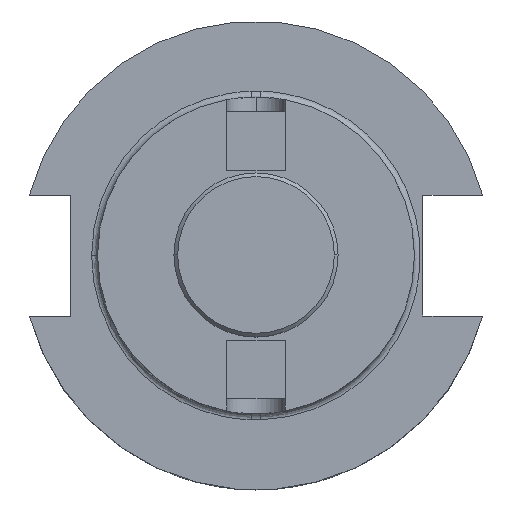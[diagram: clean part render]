
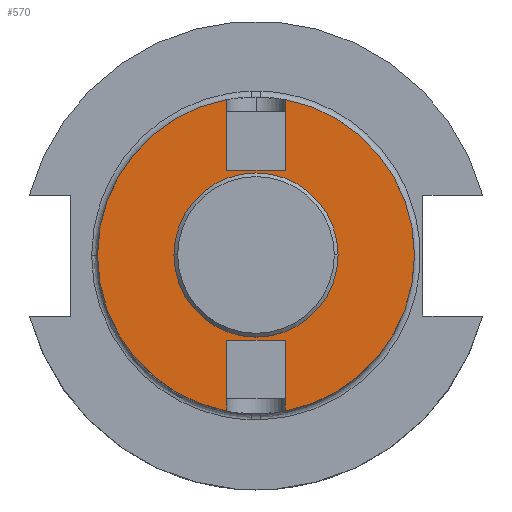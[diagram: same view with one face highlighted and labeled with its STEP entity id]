
A CAD part, top view. The second image highlights one B-rep face of the part: STEP entity #570.
In plain terms, the highlighted planar face has unit normal (0, 0, 1).
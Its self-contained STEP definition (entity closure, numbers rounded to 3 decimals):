
#22 = CARTESIAN_POINT ( 'NONE',  ( -3.969, 0., 34.798 ) ) ;
#34 = VECTOR ( 'NONE', #2529, 1000. ) ;
#90 = CARTESIAN_POINT ( 'NONE',  ( -3.969, 21.093, 34.798 ) ) ;
#123 = CARTESIAN_POINT ( 'NONE',  ( 3.969, -21.093, 34.798 ) ) ;
#125 = EDGE_CURVE ( 'NONE', #408, #1451, #218, .T. ) ;
#218 = CIRCLE ( 'NONE', #1845, 21.463 ) ;
#229 = CARTESIAN_POINT ( 'NONE',  ( 3.969, 11.5, 34.798 ) ) ;
#255 = CARTESIAN_POINT ( 'NONE',  ( 3.969, 21.093, 34.798 ) ) ;
#263 = EDGE_CURVE ( 'NONE', #2644, #271, #413, .T. ) ;
#268 = ORIENTED_EDGE ( 'NONE', *, *, #2045, .F. ) ;
#271 = VERTEX_POINT ( 'NONE', #586 ) ;
#281 = EDGE_CURVE ( 'NONE', #2644, #1777, #472, .T. ) ;
#282 = ORIENTED_EDGE ( 'NONE', *, *, #1424, .F. ) ;
#286 = EDGE_CURVE ( 'NONE', #1756, #1777, #347, .T. ) ;
#347 = LINE ( 'NONE', #1629, #2530 ) ;
#374 = VERTEX_POINT ( 'NONE', #229 ) ;
#408 = VERTEX_POINT ( 'NONE', #255 ) ;
#413 = LINE ( 'NONE', #22, #2031 ) ;
#472 = CIRCLE ( 'NONE', #1738, 21.463 ) ;
#519 = EDGE_CURVE ( 'NONE', #858, #593, #2126, .T. ) ;
#529 = AXIS2_PLACEMENT_3D ( 'NONE', #709, #2208, #931 ) ;
#537 = VERTEX_POINT ( 'NONE', #895 ) ;
#560 = AXIS2_PLACEMENT_3D ( 'NONE', #2354, #2372, #2382 ) ;
#570 = ADVANCED_FACE ( 'NONE', ( #2270, #1767 ), #1718, .F. ) ;
#586 = CARTESIAN_POINT ( 'NONE',  ( -3.969, 11.5, 34.798 ) ) ;
#593 = VERTEX_POINT ( 'NONE', #1599 ) ;
#672 = DIRECTION ( 'NONE',  ( 0., 0., 1. ) ) ;
#709 = CARTESIAN_POINT ( 'NONE',  ( 0., 0., 34.798 ) ) ;
#720 = EDGE_CURVE ( 'NONE', #1451, #2139, #932, .T. ) ;
#746 = ORIENTED_EDGE ( 'NONE', *, *, #125, .F. ) ;
#795 = ORIENTED_EDGE ( 'NONE', *, *, #519, .F. ) ;
#831 = AXIS2_PLACEMENT_3D ( 'NONE', #1293, #1302, #1362 ) ;
#858 = VERTEX_POINT ( 'NONE', #1495 ) ;
#862 = EDGE_LOOP ( 'NONE', ( #795, #268 ) ) ;
#868 = LINE ( 'NONE', #1130, #2013 ) ;
#895 = CARTESIAN_POINT ( 'NONE',  ( 3.969, -11.5, 34.798 ) ) ;
#931 = DIRECTION ( 'NONE',  ( 1., 0., 0. ) ) ;
#932 = CIRCLE ( 'NONE', #560, 21.463 ) ;
#941 = EDGE_CURVE ( 'NONE', #2139, #537, #1227, .T. ) ;
#943 = CARTESIAN_POINT ( 'NONE',  ( 0., 0., 34.798 ) ) ;
#952 = DIRECTION ( 'NONE',  ( 0., 0., 1. ) ) ;
#954 = EDGE_CURVE ( 'NONE', #374, #408, #2441, .T. ) ;
#968 = DIRECTION ( 'NONE',  ( 1., 0., 0. ) ) ;
#978 = DIRECTION ( 'NONE',  ( 0., -1., 0. ) ) ;
#987 = DIRECTION ( 'NONE',  ( 1., 0., 0. ) ) ;
#1015 = ORIENTED_EDGE ( 'NONE', *, *, #263, .F. ) ;
#1073 = CARTESIAN_POINT ( 'NONE',  ( -3.969, -21.093, 34.798 ) ) ;
#1103 = CARTESIAN_POINT ( 'NONE',  ( 0., 0., 34.798 ) ) ;
#1126 = LINE ( 'NONE', #2357, #1567 ) ;
#1130 = CARTESIAN_POINT ( 'NONE',  ( 0., 11.5, 34.798 ) ) ;
#1160 = AXIS2_PLACEMENT_3D ( 'NONE', #943, #952, #968 ) ;
#1185 = ORIENTED_EDGE ( 'NONE', *, *, #286, .F. ) ;
#1189 = DIRECTION ( 'NONE',  ( 0., -1., 0. ) ) ;
#1227 = LINE ( 'NONE', #1574, #1731 ) ;
#1292 = EDGE_CURVE ( 'NONE', #537, #1756, #1126, .T. ) ;
#1293 = CARTESIAN_POINT ( 'NONE',  ( 21.721, -21.346, 34.798 ) ) ;
#1300 = EDGE_LOOP ( 'NONE', ( #1709, #1688, #2146, #746, #2355, #282, #1015, #2481, #1185 ) ) ;
#1302 = DIRECTION ( 'NONE',  ( 0., 0., -1. ) ) ;
#1362 = DIRECTION ( 'NONE',  ( -1., 0., 0. ) ) ;
#1388 = CARTESIAN_POINT ( 'NONE',  ( -3.969, -11.5, 34.798 ) ) ;
#1424 = EDGE_CURVE ( 'NONE', #271, #374, #868, .T. ) ;
#1451 = VERTEX_POINT ( 'NONE', #1539 ) ;
#1495 = CARTESIAN_POINT ( 'NONE',  ( 9.525, 0., 34.798 ) ) ;
#1538 = DIRECTION ( 'NONE',  ( 1., 0., 0. ) ) ;
#1539 = CARTESIAN_POINT ( 'NONE',  ( 21.463, 0., 34.798 ) ) ;
#1550 = DIRECTION ( 'NONE',  ( 0., 0., -1. ) ) ;
#1567 = VECTOR ( 'NONE', #2505, 1000. ) ;
#1574 = CARTESIAN_POINT ( 'NONE',  ( 3.969, 0., 34.798 ) ) ;
#1599 = CARTESIAN_POINT ( 'NONE',  ( -9.525, 0., 34.798 ) ) ;
#1609 = CARTESIAN_POINT ( 'NONE',  ( 0., 0., 34.798 ) ) ;
#1629 = CARTESIAN_POINT ( 'NONE',  ( -3.969, -16.296, 34.798 ) ) ;
#1638 = DIRECTION ( 'NONE',  ( 1., 0., 0. ) ) ;
#1688 = ORIENTED_EDGE ( 'NONE', *, *, #941, .F. ) ;
#1709 = ORIENTED_EDGE ( 'NONE', *, *, #1292, .F. ) ;
#1718 = PLANE ( 'NONE',  #831 ) ;
#1731 = VECTOR ( 'NONE', #2307, 1000. ) ;
#1738 = AXIS2_PLACEMENT_3D ( 'NONE', #1103, #672, #1638 ) ;
#1756 = VERTEX_POINT ( 'NONE', #1388 ) ;
#1767 = FACE_OUTER_BOUND ( 'NONE', #1300, .T. ) ;
#1777 = VERTEX_POINT ( 'NONE', #1073 ) ;
#1845 = AXIS2_PLACEMENT_3D ( 'NONE', #1609, #1550, #1538 ) ;
#2013 = VECTOR ( 'NONE', #987, 1000. ) ;
#2031 = VECTOR ( 'NONE', #1189, 1000. ) ;
#2045 = EDGE_CURVE ( 'NONE', #593, #858, #2098, .T. ) ;
#2098 = CIRCLE ( 'NONE', #529, 9.525 ) ;
#2126 = CIRCLE ( 'NONE', #1160, 9.525 ) ;
#2139 = VERTEX_POINT ( 'NONE', #123 ) ;
#2146 = ORIENTED_EDGE ( 'NONE', *, *, #720, .F. ) ;
#2208 = DIRECTION ( 'NONE',  ( 0., 0., 1. ) ) ;
#2270 = FACE_BOUND ( 'NONE', #862, .T. ) ;
#2307 = DIRECTION ( 'NONE',  ( 0., 1., 0. ) ) ;
#2354 = CARTESIAN_POINT ( 'NONE',  ( 0., 0., 34.798 ) ) ;
#2355 = ORIENTED_EDGE ( 'NONE', *, *, #954, .F. ) ;
#2357 = CARTESIAN_POINT ( 'NONE',  ( 0., -11.5, 34.798 ) ) ;
#2372 = DIRECTION ( 'NONE',  ( 0., 0., -1. ) ) ;
#2382 = DIRECTION ( 'NONE',  ( 1., 0., 0. ) ) ;
#2441 = LINE ( 'NONE', #2447, #34 ) ;
#2447 = CARTESIAN_POINT ( 'NONE',  ( 3.969, 0., 34.798 ) ) ;
#2481 = ORIENTED_EDGE ( 'NONE', *, *, #281, .T. ) ;
#2505 = DIRECTION ( 'NONE',  ( -1., 0., 0. ) ) ;
#2529 = DIRECTION ( 'NONE',  ( 0., 1., 0. ) ) ;
#2530 = VECTOR ( 'NONE', #978, 1000. ) ;
#2644 = VERTEX_POINT ( 'NONE', #90 ) ;
